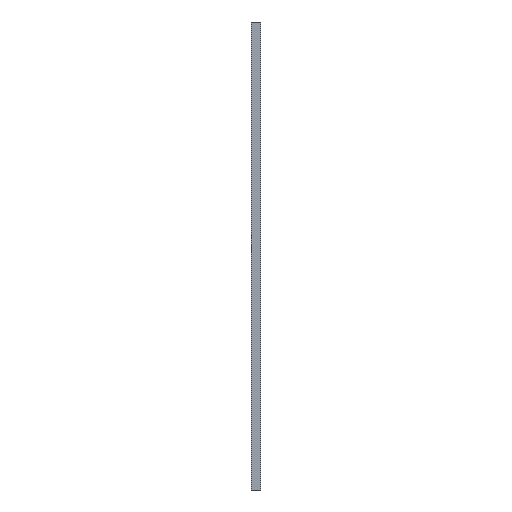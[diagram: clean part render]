
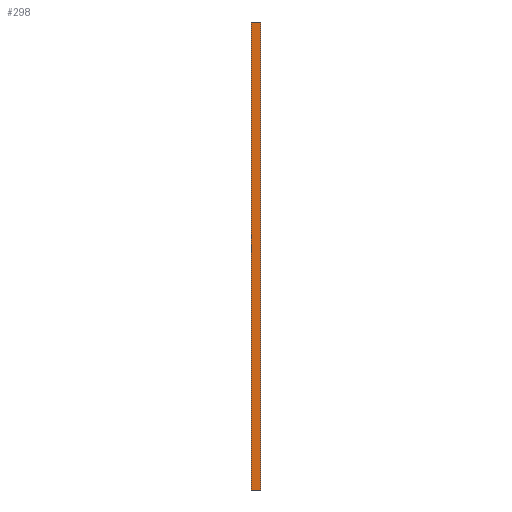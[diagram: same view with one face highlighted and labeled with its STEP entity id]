
A CAD part, left-side view. The second image highlights one B-rep face of the part: STEP entity #298.
In plain terms, the highlighted planar face has unit normal (-1, 0, 0).
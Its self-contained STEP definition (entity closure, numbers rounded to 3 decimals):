
#40 = CARTESIAN_POINT ( 'NONE',  ( -228.5, 9.6, 228.5 ) ) ;
#51 = VERTEX_POINT ( 'NONE', #242 ) ;
#88 = VECTOR ( 'NONE', #821, 1000. ) ;
#109 = LINE ( 'NONE', #40, #88 ) ;
#135 = LINE ( 'NONE', #1094, #700 ) ;
#201 = AXIS2_PLACEMENT_3D ( 'NONE', #1249, #1013, #357 ) ;
#242 = CARTESIAN_POINT ( 'NONE',  ( -228.5, 9.6, 228.5 ) ) ;
#272 = CARTESIAN_POINT ( 'NONE',  ( -228.5, 0., 228.5 ) ) ;
#298 = ADVANCED_FACE ( 'NONE', ( #517 ), #463, .F. ) ;
#307 = CARTESIAN_POINT ( 'NONE',  ( -228.5, 0., -228.5 ) ) ;
#329 = VECTOR ( 'NONE', #994, 1000. ) ;
#357 = DIRECTION ( 'NONE',  ( 0., 0., -1. ) ) ;
#407 = VERTEX_POINT ( 'NONE', #272 ) ;
#423 = EDGE_CURVE ( 'NONE', #1318, #51, #109, .T. ) ;
#463 = PLANE ( 'NONE',  #201 ) ;
#470 = ORIENTED_EDGE ( 'NONE', *, *, #1082, .T. ) ;
#517 = FACE_OUTER_BOUND ( 'NONE', #1040, .T. ) ;
#523 = VERTEX_POINT ( 'NONE', #307 ) ;
#528 = DIRECTION ( 'NONE',  ( 0., -1., 0. ) ) ;
#579 = LINE ( 'NONE', #1291, #918 ) ;
#700 = VECTOR ( 'NONE', #1308, 1000. ) ;
#710 = ORIENTED_EDGE ( 'NONE', *, *, #1243, .F. ) ;
#821 = DIRECTION ( 'NONE',  ( 0., 0., 1. ) ) ;
#844 = EDGE_CURVE ( 'NONE', #523, #407, #1315, .T. ) ;
#918 = VECTOR ( 'NONE', #528, 1000. ) ;
#945 = CARTESIAN_POINT ( 'NONE',  ( -228.5, 9.6, -228.5 ) ) ;
#968 = ORIENTED_EDGE ( 'NONE', *, *, #423, .F. ) ;
#970 = ORIENTED_EDGE ( 'NONE', *, *, #844, .T. ) ;
#994 = DIRECTION ( 'NONE',  ( 0., 0., 1. ) ) ;
#1013 = DIRECTION ( 'NONE',  ( 1., 0., 0. ) ) ;
#1040 = EDGE_LOOP ( 'NONE', ( #970, #710, #968, #470 ) ) ;
#1082 = EDGE_CURVE ( 'NONE', #1318, #523, #579, .T. ) ;
#1094 = CARTESIAN_POINT ( 'NONE',  ( -228.5, 9.6, 228.5 ) ) ;
#1211 = CARTESIAN_POINT ( 'NONE',  ( -228.5, 0., 228.5 ) ) ;
#1243 = EDGE_CURVE ( 'NONE', #51, #407, #135, .T. ) ;
#1249 = CARTESIAN_POINT ( 'NONE',  ( -228.5, 9.6, 228.5 ) ) ;
#1291 = CARTESIAN_POINT ( 'NONE',  ( -228.5, 9.6, -228.5 ) ) ;
#1308 = DIRECTION ( 'NONE',  ( 0., -1., 0. ) ) ;
#1315 = LINE ( 'NONE', #1211, #329 ) ;
#1318 = VERTEX_POINT ( 'NONE', #945 ) ;
